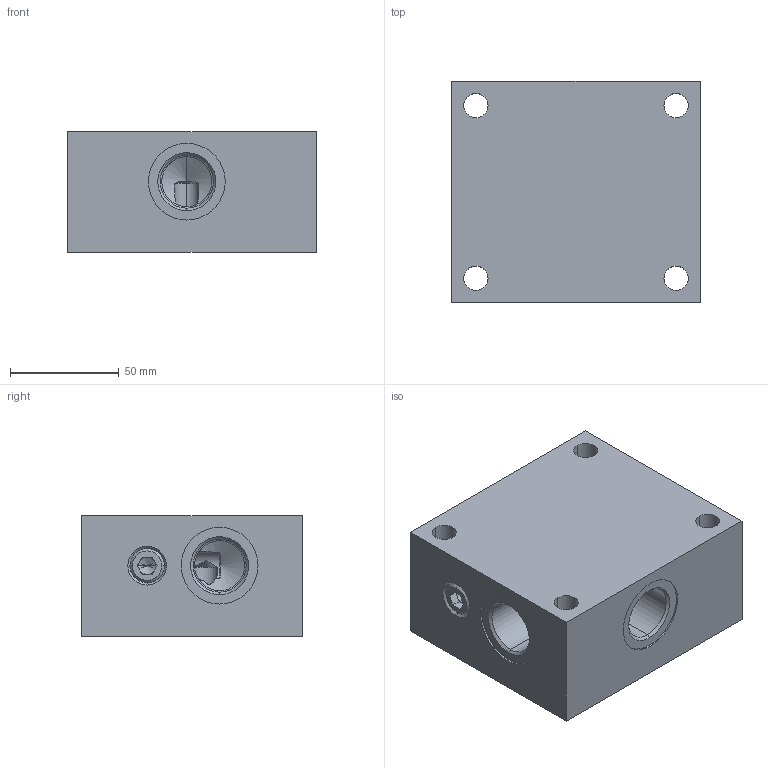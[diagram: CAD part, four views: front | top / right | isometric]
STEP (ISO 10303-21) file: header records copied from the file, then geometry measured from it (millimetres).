
FILE_DESCRIPTION((''),'2;1');
FILE_NAME('FSW_ASM','2020-01-15T',('ProEService'),(''),'PRO/ENGINEER BY PARAMETRIC TECHNOLOGY CORPORATION, 2014200','PRO/ENGINEER BY PARAMETRIC TECHNOLOGY CORPORATION, 2014200','');
FILE_SCHEMA(('CONFIG_CONTROL_DESIGN'));
Length unit declared in the file: inch
Products named in the file (3): 151-116-003; 340-004; FSW_ASM
Assembly tree (2 placements, depth 2):
  FSW_ASM
    151-116-003
    340-004
Bounding box: 114.3 x 101.6 x 55.58 mm (x, y, z)
Volume: 521431.2 mm3; surface area: 74808.8 mm2
Topology: 2 solids, 2 shells, 161 faces, 588 edges, 527 vertices
Faces by surface type: cylinder 66, cone 65, plane 26, torus 4
Entity records: 7035 total; most frequent: CARTESIAN_POINT 2164, DIRECTION 1041, ORIENTED_EDGE 762, EDGE_CURVE 381, VECTOR 351, LINE 351, AXIS2_PLACEMENT_3D 345, VERTEX_POINT 231
